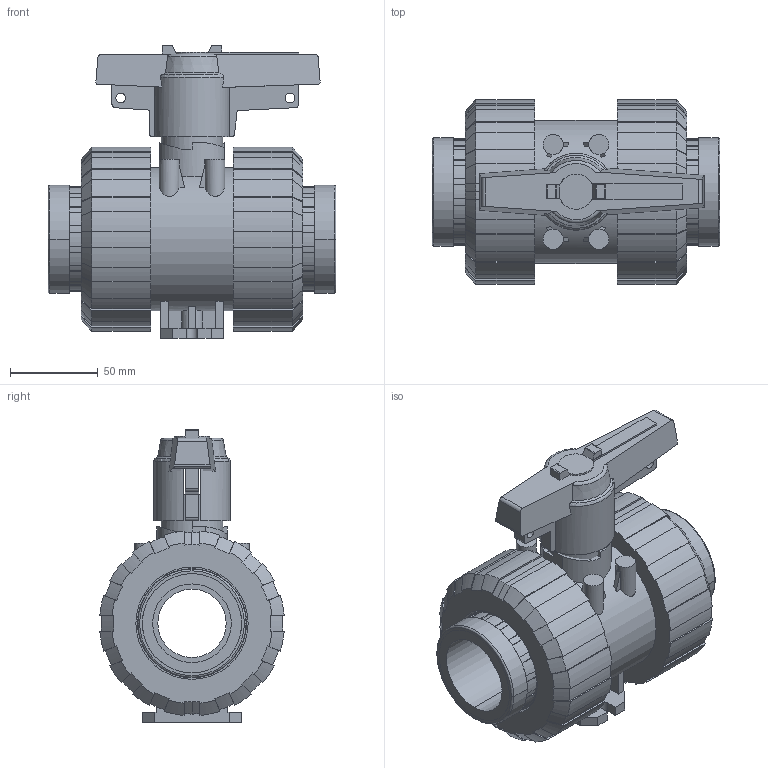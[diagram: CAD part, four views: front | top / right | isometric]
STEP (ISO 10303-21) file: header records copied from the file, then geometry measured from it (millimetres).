
FILE_DESCRIPTION(('STEP AP214'),'1');
FILE_NAME('cctmp_EDB5FEA9-A5EB-4288-9BF3-1549314F0607_2021_10_21_13_08_51_0642..stp','2021-10-21T11:08:52',('Praher Valves GmbH'),('CADClick - www.CADClick.com'),'Spatial InterOp 3D',' ','unknown authorization');
FILE_SCHEMA(('AUTOMOTIVE_DESIGN'));
Length unit declared in the file: millimetre
Products named in the file (7): cc_unnamed; 210395_5; 210395_4; 210395_3; 210395_2; 210395_1; 210395
Assembly tree (6 placements, depth 2):
  cc_unnamed
    210395_5
    210395_4
    210395_3
    210395_2
    210395_1
    210395
Bounding box: 164 x 105.12 x 166.87 mm (x, y, z)
Volume: 930826.4 mm3; surface area: 197159.8 mm2
Topology: 8 solids, 8 shells, 598 faces, 1704 edges, 1134 vertices
Faces by surface type: plane 292, cylinder 210, cone 84, torus 12
Entity records: 25097 total; most frequent: CARTESIAN_POINT 4406, ORIENTED_EDGE 3408, DIRECTION 3314, EDGE_CURVE 1704, AXIS2_PLACEMENT_3D 1195, VERTEX_POINT 1134, LINE 924, VECTOR 924
